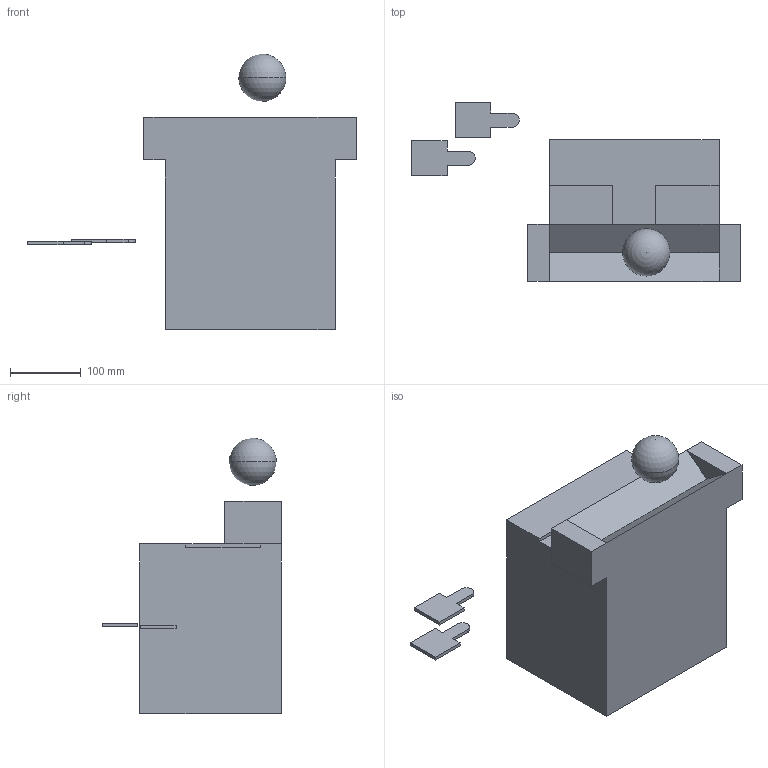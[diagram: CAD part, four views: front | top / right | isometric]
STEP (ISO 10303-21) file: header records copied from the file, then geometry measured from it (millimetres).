
FILE_DESCRIPTION (( 'STEP AP203' ), '1' );
FILE_NAME ('Car2.STEP', '2025-01-20T14:06:51', ( '' ), ( '' ), 'SwSTEP 2.0', 'SolidWorks 2024', '' );
FILE_SCHEMA (( 'CONFIG_CONTROL_DESIGN' ));
Length unit declared in the file: millimetre
Products named in the file (4): Part1^Car2; Part2^Car2; Car2; Part4^Car2
Assembly tree (4 placements, depth 2):
  Car2
    Part1^Car2
    Part2^Car2
    Part4^Car2  x2
Bounding box: 464.14 x 252.57 x 389.34 mm (x, y, z)
Volume: 12765444 mm3; surface area: 419119.1 mm2
Topology: 4 solids, 4 shells, 47 faces, 118 edges, 77 vertices
Faces by surface type: plane 43, sphere 2, cylinder 2
Entity records: 1501 total; most frequent: CARTESIAN_POINT 191, DIRECTION 181, ORIENTED_EDGE 178, EDGE_CURVE 89, LINE 85, VECTOR 85, VERTEX_POINT 58, AXIS2_PLACEMENT_3D 48
